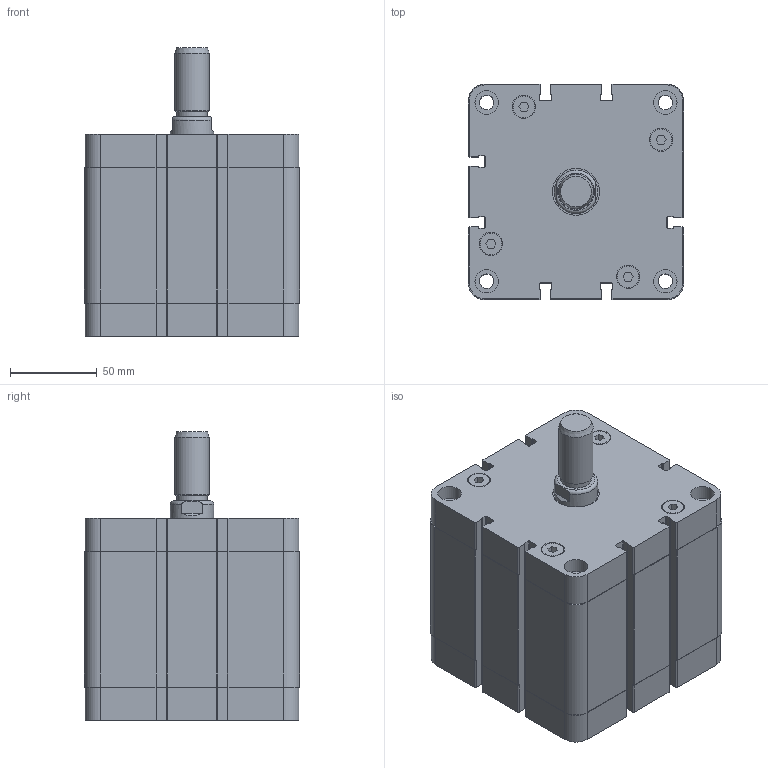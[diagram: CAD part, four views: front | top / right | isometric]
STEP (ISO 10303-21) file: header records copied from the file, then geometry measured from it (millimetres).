
FILE_DESCRIPTION(/* description */ (''),/* implementation_level */ '2;1');
FILE_NAME(/* name */ 'dmu-100-0050-m.stp',/* time_stamp */ '2015-11-11T12:17:11+01:00',/* author */ (''),/* organization */ (''),/* preprocessor_version */ 'ST-DEVELOPER v15.2',/* originating_system */ 'Autodesk Translator Framework v2.0.0.5431',/* authorisation */ '');
FILE_SCHEMA (('AUTOMOTIVE_DESIGN { 1 0 10303 214 3 1 1 }'));
Length unit declared in the file: centimetre
Products named in the file (1): (Unsaved)
Bounding box: 124 x 124 x 166.5 mm (x, y, z)
Volume: 1710691.4 mm3; surface area: 123224 mm2
Topology: 1 solids, 1 shells, 1184 faces, 3278 edges, 2157 vertices
Faces by surface type: bspline 641, plane 379, cylinder 159, cone 4, torus 1
Full cylindrical faces by diameter (mm): 8 x1, 8.376 x4, 11.445 x2, 12.5 x8, 13.5 x16, 17.5 x1, 20 x1, 25 x1, 27 x1
Entity records: 43350 total; most frequent: CARTESIAN_POINT 17405, ORIENTED_EDGE 6508, DIRECTION 3353, EDGE_CURVE 3234, VERTEX_POINT 2153, LINE 1619, VECTOR 1619, EDGE_LOOP 1293
